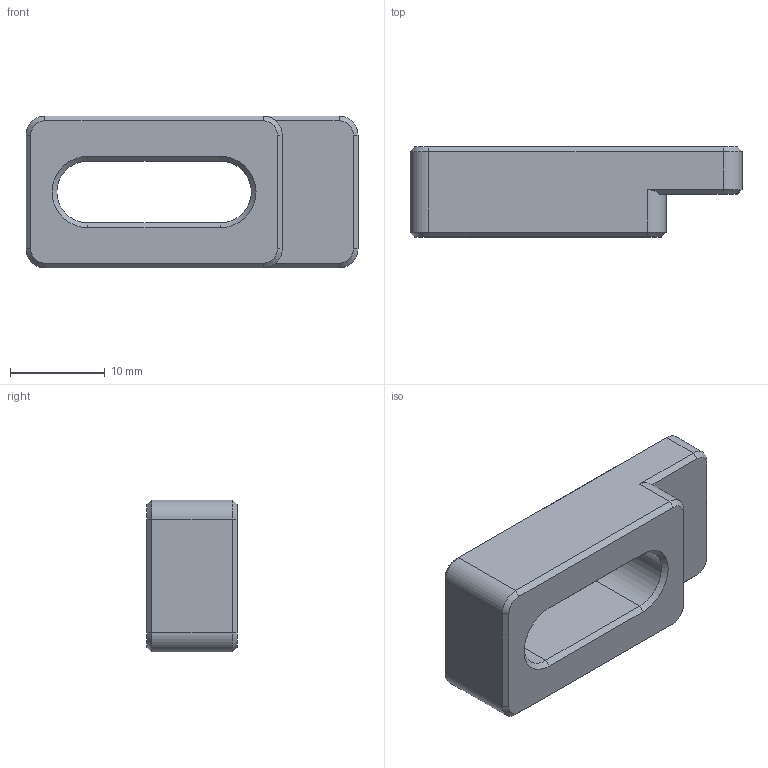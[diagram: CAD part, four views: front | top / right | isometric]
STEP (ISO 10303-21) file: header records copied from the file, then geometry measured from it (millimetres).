
FILE_DESCRIPTION (( 'STEP AP214' ), '1' );
FILE_NAME ('GCM-532102M.STEP', '2019-06-26T08:16:10', ( '' ), ( '' ), 'SwSTEP 2.0', 'SolidWorks 2015', '' );
FILE_SCHEMA (( 'AUTOMOTIVE_DESIGN' ));
Length unit declared in the file: millimetre
Products named in the file (1): GCM-532102M
Bounding box: 35 x 9.5 x 16 mm (x, y, z)
Volume: 3492.9 mm3; surface area: 2098.1 mm2
Topology: 1 solids, 1 shells, 47 faces, 107 edges, 62 vertices
Faces by surface type: plane 25, cone 14, cylinder 8
Entity records: 1325 total; most frequent: DIRECTION 231, CARTESIAN_POINT 223, ORIENTED_EDGE 214, EDGE_CURVE 107, AXIS2_PLACEMENT_3D 78, VECTOR 75, LINE 75, VERTEX_POINT 62
